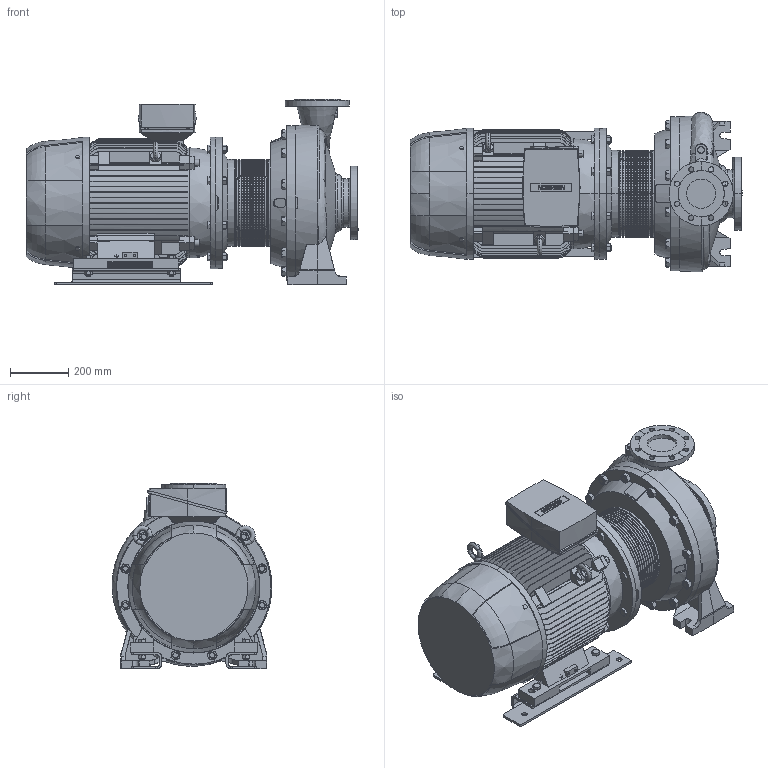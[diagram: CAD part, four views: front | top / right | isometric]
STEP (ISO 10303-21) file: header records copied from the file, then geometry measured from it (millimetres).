
FILE_DESCRIPTION (( 'STEP AP203' ), '1' );
FILE_NAME ('4_93_494_09_REV01.step', '2023-07-20T06:36:49', ( '' ), ( '' ), 'SwSTEP 2.0', 'SolidWorks 2020', '' );
FILE_SCHEMA (( 'CONFIG_CONTROL_DESIGN' ));
Length unit declared in the file: millimetre
Products named in the file (3): 4_93_494_09_REV01; Copia di 4_66_600_REV00_pelle^4_93_494_09_REV01; Copia di 4_93_494_09_REV01^4_93_494_09_REV01
Assembly tree (2 placements, depth 2):
  4_93_494_09_REV01
    Copia di 4_93_494_09_REV01^4_93_494_09_REV01
    Copia di 4_66_600_REV00_pelle^4_93_494_09_REV01
Bounding box: 1137.8 x 547.84 x 635 mm (x, y, z)
Volume: 152538527.6 mm3; surface area: 4506883.1 mm2
Topology: 5 solids, 6 shells, 2335 faces, 10412 edges, 8176 vertices
Faces by surface type: plane 1213, bspline 653, cylinder 442, torus 14, cone 13
Entity records: 178804 total; most frequent: CARTESIAN_POINT 97710, ORIENTED_EDGE 16632, DIRECTION 14097, EDGE_CURVE 10408, VERTEX_POINT 8176, VECTOR 5025, LINE 5025, AXIS2_PLACEMENT_3D 4536
